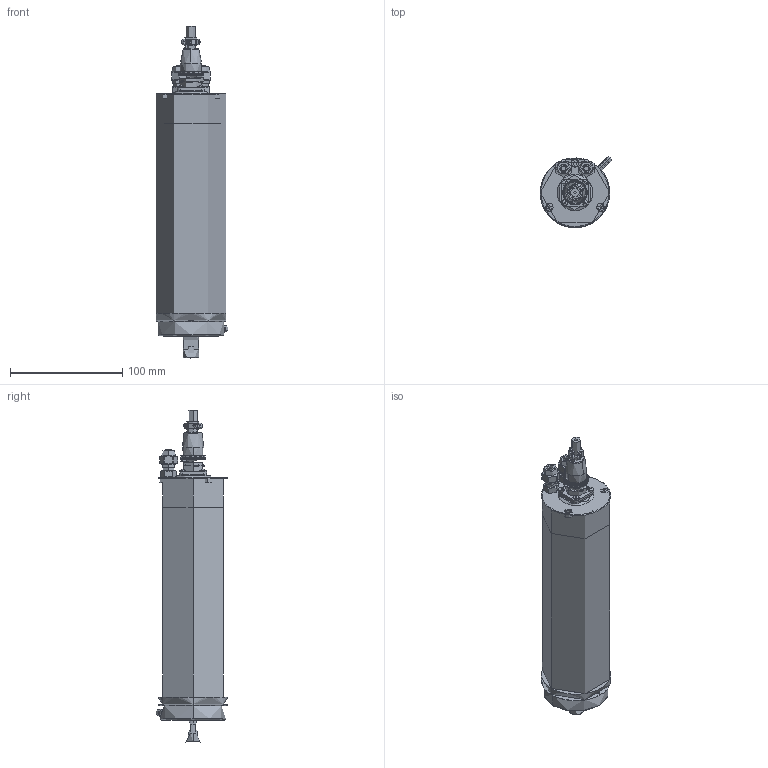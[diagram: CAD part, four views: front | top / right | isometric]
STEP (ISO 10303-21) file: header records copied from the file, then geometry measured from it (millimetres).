
FILE_DESCRIPTION (( 'STEP AP214' ), '1' );
FILE_NAME ('GDZ-26-3.STEP', '2024-08-02T02:28:00', ( '00' ), ( '' ), 'SwSTEP 2.0', 'SolidWorks 2018', '' );
FILE_SCHEMA (( 'AUTOMOTIVE_DESIGN' ));
Length unit declared in the file: millimetre
Products named in the file (3): GDZ-26-3三维; D6-M6ァ郲; GDZ-26-3
Assembly tree (2 placements, depth 2):
  GDZ-26-3
    GDZ-26-3三维
    D6-M6ァ郲
Bounding box: 63.84 x 63.84 x 295.7 mm (x, y, z)
Volume: 325.5 mm3
Topology: 1 solids, 80 shells, 683 faces, 1992 edges, 1386 vertices
Faces by surface type: plane 278, cylinder 268, cone 74, torus 51, sphere 12
Full cylindrical faces by diameter (mm): 21 x1, 21.06 x4, 21.8 x3
Entity records: 31885 total; most frequent: CARTESIAN_POINT 13762, ORIENTED_EDGE 3635, DIRECTION 3575, EDGE_CURVE 2105, VERTEX_POINT 1497, AXIS2_PLACEMENT_3D 1456, EDGE_LOOP 787, CIRCLE 770
